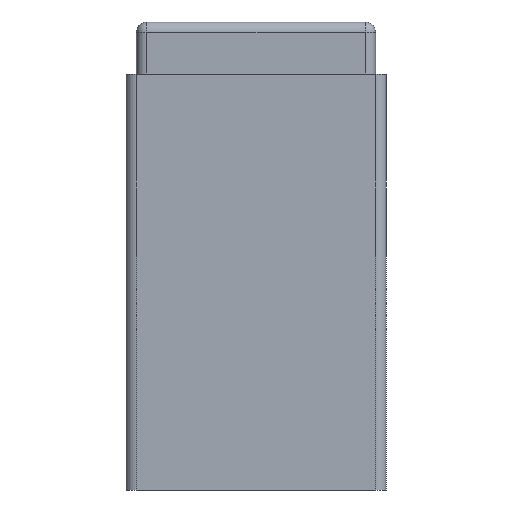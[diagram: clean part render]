
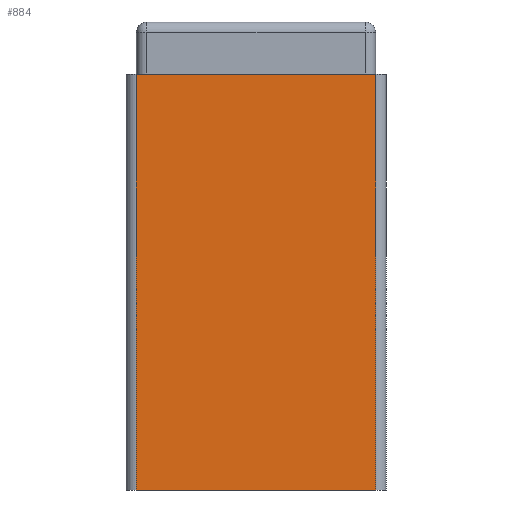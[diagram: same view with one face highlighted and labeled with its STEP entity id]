
A CAD part, front view. The second image highlights one B-rep face of the part: STEP entity #884.
In plain terms, the highlighted planar face has unit normal (0, -1, 0).
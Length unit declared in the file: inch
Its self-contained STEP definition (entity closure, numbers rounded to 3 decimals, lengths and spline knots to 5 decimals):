
#17 = CARTESIAN_POINT ( 'NONE',  ( -0.575, -0.3, -1. ) ) ;
#29 = ORIENTED_EDGE ( 'NONE', *, *, #971, .T. ) ;
#63 = EDGE_LOOP ( 'NONE', ( #29, #196, #493, #262 ) ) ;
#69 = VERTEX_POINT ( 'NONE', #1066 ) ;
#104 = PLANE ( 'NONE',  #888 ) ;
#115 = VERTEX_POINT ( 'NONE', #684 ) ;
#185 = VECTOR ( 'NONE', #801, 39.37008 ) ;
#196 = ORIENTED_EDGE ( 'NONE', *, *, #704, .T. ) ;
#237 = VECTOR ( 'NONE', #615, 39.37008 ) ;
#262 = ORIENTED_EDGE ( 'NONE', *, *, #819, .T. ) ;
#271 = DIRECTION ( 'NONE',  ( 0., 0., -1. ) ) ;
#306 = LINE ( 'NONE', #443, #185 ) ;
#326 = DIRECTION ( 'NONE',  ( 0., 0., -1. ) ) ;
#421 = CARTESIAN_POINT ( 'NONE',  ( -0.625, -0.3, -1. ) ) ;
#443 = CARTESIAN_POINT ( 'NONE',  ( 0.575, -0.3, -1. ) ) ;
#459 = CARTESIAN_POINT ( 'NONE',  ( -0.575, -0.3, 1. ) ) ;
#477 = CARTESIAN_POINT ( 'NONE',  ( -0.575, -0.3, -1. ) ) ;
#493 = ORIENTED_EDGE ( 'NONE', *, *, #1040, .F. ) ;
#535 = LINE ( 'NONE', #794, #237 ) ;
#565 = VECTOR ( 'NONE', #911, 39.37008 ) ;
#575 = VERTEX_POINT ( 'NONE', #459 ) ;
#587 = CARTESIAN_POINT ( 'NONE',  ( -0.625, -0.3, -1. ) ) ;
#597 = VECTOR ( 'NONE', #326, 39.37008 ) ;
#615 = DIRECTION ( 'NONE',  ( 1., 0., 0. ) ) ;
#684 = CARTESIAN_POINT ( 'NONE',  ( 0.575, -0.3, 1. ) ) ;
#704 = EDGE_CURVE ( 'NONE', #69, #115, #306, .T. ) ;
#749 = LINE ( 'NONE', #587, #565 ) ;
#794 = CARTESIAN_POINT ( 'NONE',  ( -0.625, -0.3, 1. ) ) ;
#801 = DIRECTION ( 'NONE',  ( 0., 0., 1. ) ) ;
#819 = EDGE_CURVE ( 'NONE', #575, #900, #828, .T. ) ;
#828 = LINE ( 'NONE', #477, #597 ) ;
#884 = ADVANCED_FACE ( 'NONE', ( #918 ), #104, .T. ) ;
#888 = AXIS2_PLACEMENT_3D ( 'NONE', #421, #929, #271 ) ;
#900 = VERTEX_POINT ( 'NONE', #17 ) ;
#911 = DIRECTION ( 'NONE',  ( 1., 0., 0. ) ) ;
#918 = FACE_OUTER_BOUND ( 'NONE', #63, .T. ) ;
#929 = DIRECTION ( 'NONE',  ( 0., -1., 0. ) ) ;
#971 = EDGE_CURVE ( 'NONE', #900, #69, #749, .T. ) ;
#1040 = EDGE_CURVE ( 'NONE', #575, #115, #535, .T. ) ;
#1066 = CARTESIAN_POINT ( 'NONE',  ( 0.575, -0.3, -1. ) ) ;
